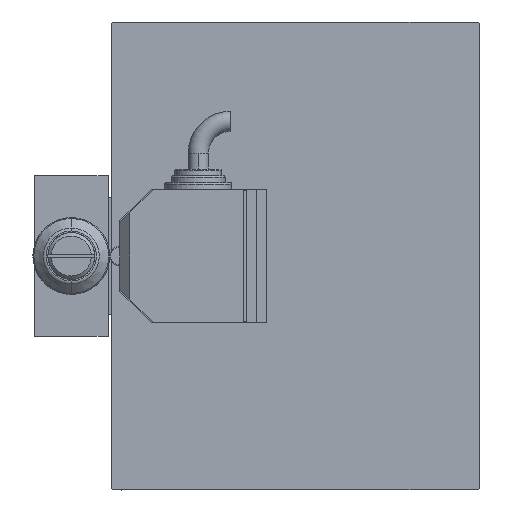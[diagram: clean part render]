
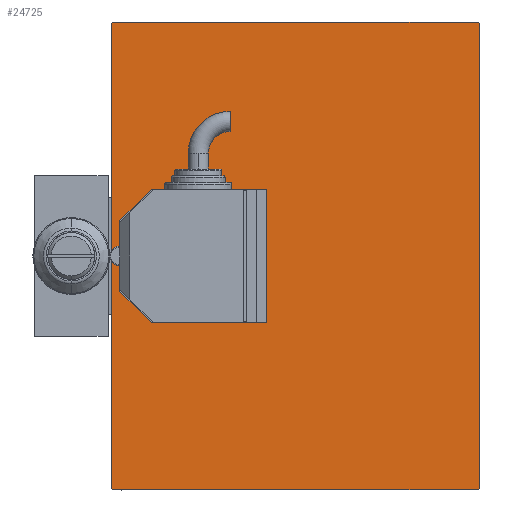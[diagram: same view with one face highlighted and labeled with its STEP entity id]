
A CAD part, left-side view. The second image highlights one B-rep face of the part: STEP entity #24725.
In plain terms, the highlighted face is planar.
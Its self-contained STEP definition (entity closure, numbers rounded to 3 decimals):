
#366 = ORIENTED_EDGE ( 'NONE', *, *, #45157, .T. ) ;
#2563 = ORIENTED_EDGE ( 'NONE', *, *, #46380, .T. ) ;
#2680 = ORIENTED_EDGE ( 'NONE', *, *, #23310, .T. ) ;
#3528 = DIRECTION ( 'NONE',  ( 0., 0., -1. ) ) ;
#4992 = DIRECTION ( 'NONE',  ( 0., -0.707, 0.707 ) ) ;
#6433 = LINE ( 'NONE', #10138, #14109 ) ;
#7012 = LINE ( 'NONE', #41092, #11470 ) ;
#7224 = CARTESIAN_POINT ( 'NONE',  ( 173., 0., 0. ) ) ;
#8089 = AXIS2_PLACEMENT_3D ( 'NONE', #7224, #22241, #3528 ) ;
#8769 = CARTESIAN_POINT ( 'NONE',  ( 173., -55., 69.7 ) ) ;
#10138 = CARTESIAN_POINT ( 'NONE',  ( 173., -62.35, 62.35 ) ) ;
#10329 = VECTOR ( 'NONE', #34187, 1000. ) ;
#10925 = PLANE ( 'NONE',  #8089 ) ;
#11006 = VECTOR ( 'NONE', #16061, 1000. ) ;
#11036 = CARTESIAN_POINT ( 'NONE',  ( 173., -62.35, -62.35 ) ) ;
#11156 = CARTESIAN_POINT ( 'NONE',  ( 173., -54.7, 70. ) ) ;
#11470 = VECTOR ( 'NONE', #22034, 1000. ) ;
#12448 = CARTESIAN_POINT ( 'NONE',  ( 173., -55., -70. ) ) ;
#12649 = CARTESIAN_POINT ( 'NONE',  ( 173., 62.35, 62.35 ) ) ;
#12827 = VECTOR ( 'NONE', #26744, 1000. ) ;
#12831 = LINE ( 'NONE', #39250, #44910 ) ;
#14109 = VECTOR ( 'NONE', #28170, 1000. ) ;
#15410 = ORIENTED_EDGE ( 'NONE', *, *, #16955, .T. ) ;
#15578 = EDGE_CURVE ( 'NONE', #37429, #30715, #6433, .T. ) ;
#16061 = DIRECTION ( 'NONE',  ( 0., -1., 0. ) ) ;
#16080 = ORIENTED_EDGE ( 'NONE', *, *, #24429, .T. ) ;
#16955 = EDGE_CURVE ( 'NONE', #30715, #35650, #12831, .T. ) ;
#17041 = CARTESIAN_POINT ( 'NONE',  ( 173., 54.7, 70. ) ) ;
#22034 = DIRECTION ( 'NONE',  ( 0., 0., 1. ) ) ;
#22241 = DIRECTION ( 'NONE',  ( 1., 0., 0. ) ) ;
#23310 = EDGE_CURVE ( 'NONE', #35650, #40771, #33504, .T. ) ;
#23476 = LINE ( 'NONE', #12649, #28503 ) ;
#23543 = ORIENTED_EDGE ( 'NONE', *, *, #41573, .T. ) ;
#23784 = EDGE_LOOP ( 'NONE', ( #366, #16080, #41780, #2563, #23543, #40627, #15410, #2680 ) ) ;
#24429 = EDGE_CURVE ( 'NONE', #47065, #41657, #47824, .T. ) ;
#24430 = LINE ( 'NONE', #31363, #11006 ) ;
#24547 = CARTESIAN_POINT ( 'NONE',  ( 173., -54.7, -70. ) ) ;
#24725 = ADVANCED_FACE ( 'NONE', ( #44765 ), #10925, .T. ) ;
#25002 = VERTEX_POINT ( 'NONE', #17041 ) ;
#26744 = DIRECTION ( 'NONE',  ( 0., 0.707, 0.707 ) ) ;
#28170 = DIRECTION ( 'NONE',  ( 0., -0.707, -0.707 ) ) ;
#28503 = VECTOR ( 'NONE', #4992, 1000. ) ;
#30266 = DIRECTION ( 'NONE',  ( 0., 0.707, -0.707 ) ) ;
#30446 = CARTESIAN_POINT ( 'NONE',  ( 173., 62.35, -62.35 ) ) ;
#30715 = VERTEX_POINT ( 'NONE', #8769 ) ;
#30835 = DIRECTION ( 'NONE',  ( 0., 0., -1. ) ) ;
#31363 = CARTESIAN_POINT ( 'NONE',  ( 173., 55., 70. ) ) ;
#31995 = VERTEX_POINT ( 'NONE', #36033 ) ;
#32342 = CARTESIAN_POINT ( 'NONE',  ( 173., 55., -69.7 ) ) ;
#33504 = LINE ( 'NONE', #11036, #43565 ) ;
#33550 = EDGE_CURVE ( 'NONE', #41657, #31995, #7012, .T. ) ;
#34187 = DIRECTION ( 'NONE',  ( 0., 1., 0. ) ) ;
#34668 = LINE ( 'NONE', #12448, #10329 ) ;
#35650 = VERTEX_POINT ( 'NONE', #37040 ) ;
#36033 = CARTESIAN_POINT ( 'NONE',  ( 173., 55., 69.7 ) ) ;
#37040 = CARTESIAN_POINT ( 'NONE',  ( 173., -55., -69.7 ) ) ;
#37429 = VERTEX_POINT ( 'NONE', #11156 ) ;
#38702 = CARTESIAN_POINT ( 'NONE',  ( 173., 54.7, -70. ) ) ;
#39250 = CARTESIAN_POINT ( 'NONE',  ( 173., -55., 70. ) ) ;
#40627 = ORIENTED_EDGE ( 'NONE', *, *, #15578, .T. ) ;
#40771 = VERTEX_POINT ( 'NONE', #24547 ) ;
#41092 = CARTESIAN_POINT ( 'NONE',  ( 173., 55., -70. ) ) ;
#41573 = EDGE_CURVE ( 'NONE', #25002, #37429, #24430, .T. ) ;
#41657 = VERTEX_POINT ( 'NONE', #32342 ) ;
#41780 = ORIENTED_EDGE ( 'NONE', *, *, #33550, .T. ) ;
#43565 = VECTOR ( 'NONE', #30266, 1000. ) ;
#44765 = FACE_OUTER_BOUND ( 'NONE', #23784, .T. ) ;
#44910 = VECTOR ( 'NONE', #30835, 1000. ) ;
#45157 = EDGE_CURVE ( 'NONE', #40771, #47065, #34668, .T. ) ;
#46380 = EDGE_CURVE ( 'NONE', #31995, #25002, #23476, .T. ) ;
#47065 = VERTEX_POINT ( 'NONE', #38702 ) ;
#47824 = LINE ( 'NONE', #30446, #12827 ) ;
